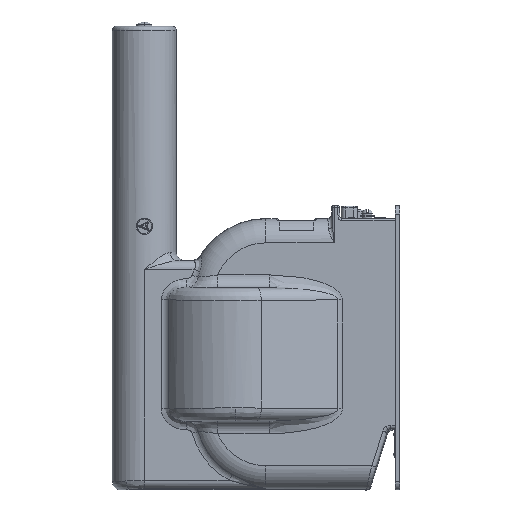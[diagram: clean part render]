
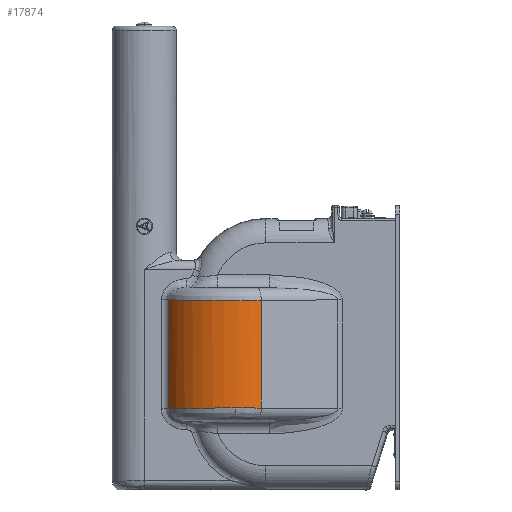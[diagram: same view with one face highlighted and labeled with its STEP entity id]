
A CAD part, left-side view. The second image highlights one B-rep face of the part: STEP entity #17874.
In plain terms, the highlighted cylindrical face has radius 89 mm (diameter 178 mm), a partial arc.
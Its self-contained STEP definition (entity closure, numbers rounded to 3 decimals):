
#123 = CARTESIAN_POINT ( 'NONE',  ( -83.649, 68.605, 63.174 ) ) ;
#140 = CARTESIAN_POINT ( 'NONE',  ( -89., 99., -63.057 ) ) ;
#409 = CARTESIAN_POINT ( 'NONE',  ( -42.702, 177.087, 64.065 ) ) ;
#3258 = VERTEX_POINT ( 'NONE', #21688 ) ;
#4495 = EDGE_CURVE ( 'NONE', #3258, #14608, #16352, .T. ) ;
#4992 = EDGE_CURVE ( 'NONE', #14608, #14964, #16983, .T. ) ;
#4994 = EDGE_CURVE ( 'NONE', #14964, #15236, #12291, .T. ) ;
#5069 = EDGE_CURVE ( 'NONE', #15236, #14531, #16985, .T. ) ;
#5336 = FACE_OUTER_BOUND ( 'NONE', #10643, .T. ) ;
#5391 = CYLINDRICAL_SURFACE ( 'NONE', #13450, 89. ) ;
#5558 = ORIENTED_EDGE ( 'NONE', *, *, #4994, .T. ) ;
#5590 = ORIENTED_EDGE ( 'NONE', *, *, #4992, .T. ) ;
#5682 = ORIENTED_EDGE ( 'NONE', *, *, #4495, .T. ) ;
#5926 = ORIENTED_EDGE ( 'NONE', *, *, #9573, .T. ) ;
#6675 = CARTESIAN_POINT ( 'NONE',  ( -42.702, 177.087, -64.065 ) ) ;
#6691 = DIRECTION ( 'NONE',  ( 0., 0., 1. ) ) ;
#6692 = DIRECTION ( 'NONE',  ( 0., -1., 0. ) ) ;
#6781 = CARTESIAN_POINT ( 'NONE',  ( 0., 99., 80. ) ) ;
#9573 = EDGE_CURVE ( 'NONE', #14531, #3258, #17058, .T. ) ;
#10643 = EDGE_LOOP ( 'NONE', ( #5590, #5558, #22710, #5926, #5682 ) ) ;
#12107 = CARTESIAN_POINT ( 'NONE',  ( -42.702, 177.087, -64.065 ) ) ;
#12190 = CARTESIAN_POINT ( 'NONE',  ( -71.981, 161.075, -63.428 ) ) ;
#12192 = CARTESIAN_POINT ( 'NONE',  ( -89., 132.371, -63.057 ) ) ;
#12193 = CARTESIAN_POINT ( 'NONE',  ( -89., 99., -63.057 ) ) ;
#12243 = VECTOR ( 'NONE', #22000, 1000. ) ;
#12291 = LINE ( 'NONE', #22049, #12243 ) ;
#13450 = AXIS2_PLACEMENT_3D ( 'NONE', #6781, #6691, #6692 ) ;
#14531 = VERTEX_POINT ( 'NONE', #140 ) ;
#14608 = VERTEX_POINT ( 'NONE', #123 ) ;
#14964 = VERTEX_POINT ( 'NONE', #409 ) ;
#15236 = VERTEX_POINT ( 'NONE', #6675 ) ;
#16352 = LINE ( 'NONE', #19553, #16730 ) ;
#16730 = VECTOR ( 'NONE', #19554, 1000. ) ;
#16983 =( BOUNDED_CURVE ( )  B_SPLINE_CURVE ( 3, ( #22101, #22028, #22149, #22151 ),
 .UNSPECIFIED., .F., .T. ) 
 B_SPLINE_CURVE_WITH_KNOTS ( ( 4, 4 ),
 ( 2.793, 4.212 ),
 .UNSPECIFIED. ) 
 CURVE ( )  GEOMETRIC_REPRESENTATION_ITEM ( )  RATIONAL_B_SPLINE_CURVE ( ( 1., 0.839, 0.839, 1. ) ) 
 REPRESENTATION_ITEM ( '' )  );
#16985 =( BOUNDED_CURVE ( )  B_SPLINE_CURVE ( 3, ( #12107, #12190, #12192, #12193 ),
 .UNSPECIFIED., .F., .T. ) 
 B_SPLINE_CURVE_WITH_KNOTS ( ( 4, 4 ),
 ( 5.213, 6.283 ),
 .UNSPECIFIED. ) 
 CURVE ( )  GEOMETRIC_REPRESENTATION_ITEM ( )  RATIONAL_B_SPLINE_CURVE ( ( 1., 0.907, 0.907, 1. ) ) 
 REPRESENTATION_ITEM ( '' )  );
#17058 =( BOUNDED_CURVE ( )  B_SPLINE_CURVE ( 3, ( #20722, #20727, #20716, #20734 ),
 .UNSPECIFIED., .F., .T. ) 
 B_SPLINE_CURVE_WITH_KNOTS ( ( 4, 4 ),
 ( 0., 0.349 ),
 .UNSPECIFIED. ) 
 CURVE ( )  GEOMETRIC_REPRESENTATION_ITEM ( )  RATIONAL_B_SPLINE_CURVE ( ( 1., 0.99, 0.99, 1. ) ) 
 REPRESENTATION_ITEM ( '' )  );
#17874 = ADVANCED_FACE ( 'NONE', ( #5336 ), #5391, .T. ) ;
#19553 = CARTESIAN_POINT ( 'NONE',  ( -83.649, 68.605, -80. ) ) ;
#19554 = DIRECTION ( 'NONE',  ( 0., 0., 1. ) ) ;
#20716 = CARTESIAN_POINT ( 'NONE',  ( -87.198, 78.373, -63.096 ) ) ;
#20722 = CARTESIAN_POINT ( 'NONE',  ( -89., 99., -63.057 ) ) ;
#20727 = CARTESIAN_POINT ( 'NONE',  ( -89., 88.608, -63.057 ) ) ;
#20734 = CARTESIAN_POINT ( 'NONE',  ( -83.649, 68.605, -63.174 ) ) ;
#21688 = CARTESIAN_POINT ( 'NONE',  ( -83.649, 68.605, -63.174 ) ) ;
#22000 = DIRECTION ( 'NONE',  ( 0., 0., -1. ) ) ;
#22028 = CARTESIAN_POINT ( 'NONE',  ( -99.379, 111.896, 62.831 ) ) ;
#22049 = CARTESIAN_POINT ( 'NONE',  ( -42.702, 177.087, 80. ) ) ;
#22101 = CARTESIAN_POINT ( 'NONE',  ( -83.649, 68.605, 63.174 ) ) ;
#22149 = CARTESIAN_POINT ( 'NONE',  ( -83.114, 154.987, 63.185 ) ) ;
#22151 = CARTESIAN_POINT ( 'NONE',  ( -42.702, 177.087, 64.065 ) ) ;
#22710 = ORIENTED_EDGE ( 'NONE', *, *, #5069, .T. ) ;
